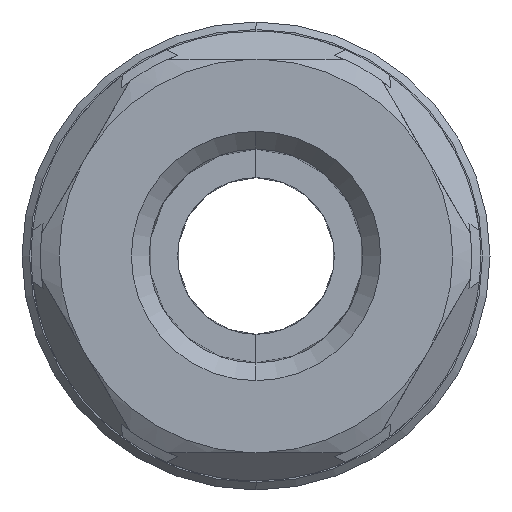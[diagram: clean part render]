
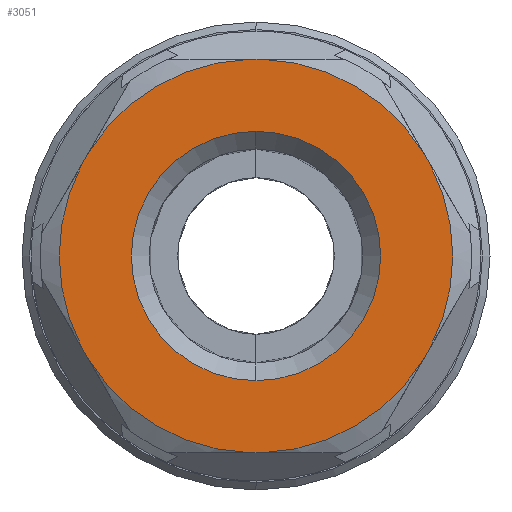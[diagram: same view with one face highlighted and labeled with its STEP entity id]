
A CAD part, left-side view. The second image highlights one B-rep face of the part: STEP entity #3051.
In plain terms, the highlighted planar face has unit normal (-1, 0, 0).
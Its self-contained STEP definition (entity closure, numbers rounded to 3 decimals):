
#16 = CIRCLE ( 'NONE', #1667, 6.657 ) ;
#42 = CIRCLE ( 'NONE', #1657, 10.507 ) ;
#44 = CIRCLE ( 'NONE', #1656, 10.507 ) ;
#45 = CIRCLE ( 'NONE', #1655, 10.507 ) ;
#46 = CIRCLE ( 'NONE', #1654, 10.507 ) ;
#146 = CIRCLE ( 'NONE', #1634, 10.507 ) ;
#297 = VECTOR ( 'NONE', #1975, 1000. ) ;
#299 = LINE ( 'NONE', #1994, #297 ) ;
#301 = VECTOR ( 'NONE', #2018, 1000. ) ;
#302 = LINE ( 'NONE', #2027, #301 ) ;
#304 = VECTOR ( 'NONE', #2031, 1000. ) ;
#306 = LINE ( 'NONE', #2037, #304 ) ;
#308 = VECTOR ( 'NONE', #2057, 1000. ) ;
#309 = LINE ( 'NONE', #2065, #308 ) ;
#311 = VECTOR ( 'NONE', #2048, 1000. ) ;
#313 = LINE ( 'NONE', #2197, #311 ) ;
#314 = VECTOR ( 'NONE', #2196, 1000. ) ;
#316 = CIRCLE ( 'NONE', #1552, 6.657 ) ;
#317 = LINE ( 'NONE', #2148, #314 ) ;
#335 = EDGE_CURVE ( 'NONE', #2051, #1950, #316, .T. ) ;
#336 = EDGE_CURVE ( 'NONE', #2089, #2054, #317, .T. ) ;
#337 = EDGE_CURVE ( 'NONE', #1955, #2107, #313, .T. ) ;
#338 = EDGE_CURVE ( 'NONE', #1952, #1946, #309, .T. ) ;
#339 = EDGE_CURVE ( 'NONE', #2114, #2038, #306, .T. ) ;
#340 = EDGE_CURVE ( 'NONE', #2131, #2078, #302, .T. ) ;
#341 = EDGE_CURVE ( 'NONE', #1996, #2046, #299, .T. ) ;
#736 = EDGE_LOOP ( 'NONE', ( #903, #902 ) ) ;
#737 = EDGE_LOOP ( 'NONE', ( #901, #900, #899, #898, #897, #896, #895, #894, #893, #892, #891, #890 ) ) ;
#890 = ORIENTED_EDGE ( 'NONE', *, *, #341, .T. ) ;
#891 = ORIENTED_EDGE ( 'NONE', *, *, #2339, .T. ) ;
#892 = ORIENTED_EDGE ( 'NONE', *, *, #340, .T. ) ;
#893 = ORIENTED_EDGE ( 'NONE', *, *, #1489, .T. ) ;
#894 = ORIENTED_EDGE ( 'NONE', *, *, #339, .T. ) ;
#895 = ORIENTED_EDGE ( 'NONE', *, *, #1769, .T. ) ;
#896 = ORIENTED_EDGE ( 'NONE', *, *, #338, .T. ) ;
#897 = ORIENTED_EDGE ( 'NONE', *, *, #1766, .T. ) ;
#898 = ORIENTED_EDGE ( 'NONE', *, *, #337, .T. ) ;
#899 = ORIENTED_EDGE ( 'NONE', *, *, #1763, .T. ) ;
#900 = ORIENTED_EDGE ( 'NONE', *, *, #336, .T. ) ;
#901 = ORIENTED_EDGE ( 'NONE', *, *, #1761, .T. ) ;
#902 = ORIENTED_EDGE ( 'NONE', *, *, #2285, .F. ) ;
#903 = ORIENTED_EDGE ( 'NONE', *, *, #335, .F. ) ;
#1489 = EDGE_CURVE ( 'NONE', #2038, #2131, #146, .T. ) ;
#1552 = AXIS2_PLACEMENT_3D ( 'NONE', #2116, #2119, #2142 ) ;
#1634 = AXIS2_PLACEMENT_3D ( 'NONE', #3516, #3527, #3519 ) ;
#1654 = AXIS2_PLACEMENT_3D ( 'NONE', #3611, #3610, #3609 ) ;
#1655 = AXIS2_PLACEMENT_3D ( 'NONE', #3597, #3596, #3595 ) ;
#1656 = AXIS2_PLACEMENT_3D ( 'NONE', #3580, #3578, #3577 ) ;
#1657 = AXIS2_PLACEMENT_3D ( 'NONE', #3557, #3556, #3555 ) ;
#1667 = AXIS2_PLACEMENT_3D ( 'NONE', #3280, #3278, #3277 ) ;
#1689 = AXIS2_PLACEMENT_3D ( 'NONE', #3164, #3163, #3162 ) ;
#1744 = AXIS2_PLACEMENT_3D ( 'NONE', #2974, #2973, #2972 ) ;
#1761 = EDGE_CURVE ( 'NONE', #2046, #2089, #46, .T. ) ;
#1763 = EDGE_CURVE ( 'NONE', #2054, #1955, #45, .T. ) ;
#1766 = EDGE_CURVE ( 'NONE', #2107, #1952, #44, .T. ) ;
#1769 = EDGE_CURVE ( 'NONE', #1946, #2114, #42, .T. ) ;
#1946 = VERTEX_POINT ( 'NONE', #3547 ) ;
#1950 = VERTEX_POINT ( 'NONE', #3542 ) ;
#1952 = VERTEX_POINT ( 'NONE', #3539 ) ;
#1955 = VERTEX_POINT ( 'NONE', #3535 ) ;
#1975 = DIRECTION ( 'NONE',  ( 0., 1., 0. ) ) ;
#1994 = CARTESIAN_POINT ( 'NONE',  ( 0., 10.507, 10.5 ) ) ;
#1996 = VERTEX_POINT ( 'NONE', #3486 ) ;
#2018 = DIRECTION ( 'NONE',  ( 0., 0.5, 0.866 ) ) ;
#2027 = CARTESIAN_POINT ( 'NONE',  ( 0., -6.466, 9.8 ) ) ;
#2031 = DIRECTION ( 'NONE',  ( 0., -0.5, 0.866 ) ) ;
#2037 = CARTESIAN_POINT ( 'NONE',  ( 0., -6.466, -9.8 ) ) ;
#2038 = VERTEX_POINT ( 'NONE', #3433 ) ;
#2046 = VERTEX_POINT ( 'NONE', #3424 ) ;
#2048 = DIRECTION ( 'NONE',  ( 0., -0.5, -0.866 ) ) ;
#2051 = VERTEX_POINT ( 'NONE', #3419 ) ;
#2054 = VERTEX_POINT ( 'NONE', #3415 ) ;
#2057 = DIRECTION ( 'NONE',  ( 0., -1., 0. ) ) ;
#2065 = CARTESIAN_POINT ( 'NONE',  ( 0., 10.507, -10.5 ) ) ;
#2078 = VERTEX_POINT ( 'NONE', #3389 ) ;
#2089 = VERTEX_POINT ( 'NONE', #3378 ) ;
#2107 = VERTEX_POINT ( 'NONE', #3361 ) ;
#2114 = VERTEX_POINT ( 'NONE', #3352 ) ;
#2116 = CARTESIAN_POINT ( 'NONE',  ( 0., 0., 0. ) ) ;
#2119 = DIRECTION ( 'NONE',  ( -1., 0., 0. ) ) ;
#2131 = VERTEX_POINT ( 'NONE', #3335 ) ;
#2142 = DIRECTION ( 'NONE',  ( 0., 0., 1. ) ) ;
#2148 = CARTESIAN_POINT ( 'NONE',  ( 0., 11.72, 0.7 ) ) ;
#2196 = DIRECTION ( 'NONE',  ( 0., 0.5, -0.866 ) ) ;
#2197 = CARTESIAN_POINT ( 'NONE',  ( 0., 11.72, -0.7 ) ) ;
#2285 = EDGE_CURVE ( 'NONE', #1950, #2051, #16, .T. ) ;
#2339 = EDGE_CURVE ( 'NONE', #2078, #1996, #4207, .T. ) ;
#2794 = FACE_OUTER_BOUND ( 'NONE', #737, .T. ) ;
#2795 = FACE_BOUND ( 'NONE', #736, .T. ) ;
#2972 = DIRECTION ( 'NONE',  ( 0., 0., -1. ) ) ;
#2973 = DIRECTION ( 'NONE',  ( 1., 0., 0. ) ) ;
#2974 = CARTESIAN_POINT ( 'NONE',  ( 0., 10.507, 0. ) ) ;
#2975 = PLANE ( 'NONE',  #1744 ) ;
#3051 = ADVANCED_FACE ( 'NONE', ( #2795, #2794 ), #2975, .F. ) ;
#3162 = DIRECTION ( 'NONE',  ( 0., 0., 1. ) ) ;
#3163 = DIRECTION ( 'NONE',  ( -1., 0., 0. ) ) ;
#3164 = CARTESIAN_POINT ( 'NONE',  ( 0., 0., 0. ) ) ;
#3277 = DIRECTION ( 'NONE',  ( 0., 0., 1. ) ) ;
#3278 = DIRECTION ( 'NONE',  ( -1., 0., 0. ) ) ;
#3280 = CARTESIAN_POINT ( 'NONE',  ( 0., 0., 0. ) ) ;
#3335 = CARTESIAN_POINT ( 'NONE',  ( 0., -9.287, 4.915 ) ) ;
#3352 = CARTESIAN_POINT ( 'NONE',  ( 0., -8.9, -5.585 ) ) ;
#3361 = CARTESIAN_POINT ( 'NONE',  ( 0., 8.9, -5.585 ) ) ;
#3378 = CARTESIAN_POINT ( 'NONE',  ( 0., 8.9, 5.585 ) ) ;
#3389 = CARTESIAN_POINT ( 'NONE',  ( 0., -8.9, 5.585 ) ) ;
#3415 = CARTESIAN_POINT ( 'NONE',  ( 0., 9.287, 4.915 ) ) ;
#3419 = CARTESIAN_POINT ( 'NONE',  ( 0., 0., 6.657 ) ) ;
#3424 = CARTESIAN_POINT ( 'NONE',  ( 0., 0.387, 10.5 ) ) ;
#3433 = CARTESIAN_POINT ( 'NONE',  ( 0., -9.287, -4.915 ) ) ;
#3486 = CARTESIAN_POINT ( 'NONE',  ( 0., -0.387, 10.5 ) ) ;
#3516 = CARTESIAN_POINT ( 'NONE',  ( 0., 0., 0. ) ) ;
#3519 = DIRECTION ( 'NONE',  ( 0., 0., 1. ) ) ;
#3527 = DIRECTION ( 'NONE',  ( -1., 0., 0. ) ) ;
#3535 = CARTESIAN_POINT ( 'NONE',  ( 0., 9.287, -4.915 ) ) ;
#3539 = CARTESIAN_POINT ( 'NONE',  ( 0., 0.387, -10.5 ) ) ;
#3542 = CARTESIAN_POINT ( 'NONE',  ( 0., 0., -6.657 ) ) ;
#3547 = CARTESIAN_POINT ( 'NONE',  ( 0., -0.387, -10.5 ) ) ;
#3555 = DIRECTION ( 'NONE',  ( 0., 0., 1. ) ) ;
#3556 = DIRECTION ( 'NONE',  ( -1., 0., 0. ) ) ;
#3557 = CARTESIAN_POINT ( 'NONE',  ( 0., 0., 0. ) ) ;
#3577 = DIRECTION ( 'NONE',  ( 0., 0., 1. ) ) ;
#3578 = DIRECTION ( 'NONE',  ( -1., 0., 0. ) ) ;
#3580 = CARTESIAN_POINT ( 'NONE',  ( 0., 0., 0. ) ) ;
#3595 = DIRECTION ( 'NONE',  ( 0., 0., 1. ) ) ;
#3596 = DIRECTION ( 'NONE',  ( -1., 0., 0. ) ) ;
#3597 = CARTESIAN_POINT ( 'NONE',  ( 0., 0., 0. ) ) ;
#3609 = DIRECTION ( 'NONE',  ( 0., 0., 1. ) ) ;
#3610 = DIRECTION ( 'NONE',  ( -1., 0., 0. ) ) ;
#3611 = CARTESIAN_POINT ( 'NONE',  ( 0., 0., 0. ) ) ;
#4207 = CIRCLE ( 'NONE', #1689, 10.507 ) ;
